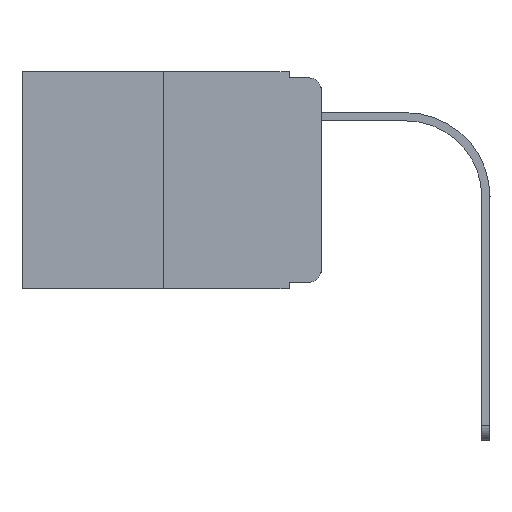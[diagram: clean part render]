
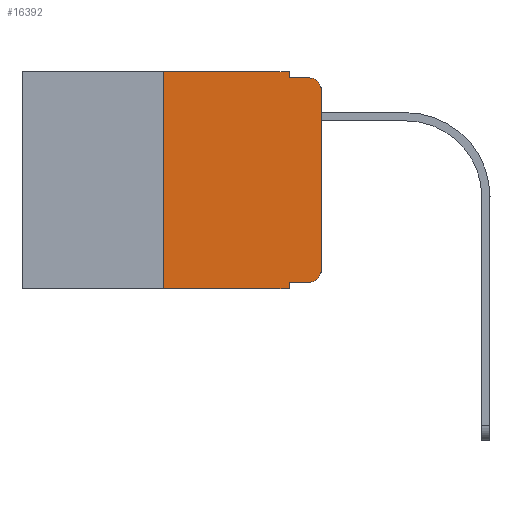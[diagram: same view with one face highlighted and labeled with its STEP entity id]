
A CAD part, left-side view. The second image highlights one B-rep face of the part: STEP entity #16392.
In plain terms, the highlighted planar face has unit normal (-1, 0, 0).
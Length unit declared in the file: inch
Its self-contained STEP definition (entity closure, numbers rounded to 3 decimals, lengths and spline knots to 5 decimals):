
#456 = DIRECTION ( 'NONE',  ( 0., 0., -1. ) ) ;
#478 = EDGE_CURVE ( 'NONE', #14284, #14884, #2799, .T. ) ;
#938 = CARTESIAN_POINT ( 'NONE',  ( 0., 0.051, -0.01 ) ) ;
#956 = CARTESIAN_POINT ( 'NONE',  ( 0., 0.02, -0.333 ) ) ;
#986 = CIRCLE ( 'NONE', #1520, 0.02 ) ;
#988 = DIRECTION ( 'NONE',  ( 0., 0., -1. ) ) ;
#1203 = VERTEX_POINT ( 'NONE', #5288 ) ;
#1265 = DIRECTION ( 'NONE',  ( 0., -1., 0. ) ) ;
#1434 = FACE_OUTER_BOUND ( 'NONE', #12084, .T. ) ;
#1513 = ORIENTED_EDGE ( 'NONE', *, *, #10227, .T. ) ;
#1520 = AXIS2_PLACEMENT_3D ( 'NONE', #8506, #6106, #988 ) ;
#1599 = DIRECTION ( 'NONE',  ( 0., 0., -1. ) ) ;
#1614 = CARTESIAN_POINT ( 'NONE',  ( 0., 0.25, 0. ) ) ;
#2247 = EDGE_CURVE ( 'NONE', #1203, #16627, #13227, .T. ) ;
#2316 = DIRECTION ( 'NONE',  ( 0., -1., 0. ) ) ;
#2407 = ORIENTED_EDGE ( 'NONE', *, *, #10188, .F. ) ;
#2459 = VECTOR ( 'NONE', #15666, 39.37008 ) ;
#2601 = ORIENTED_EDGE ( 'NONE', *, *, #478, .F. ) ;
#2603 = VERTEX_POINT ( 'NONE', #11851 ) ;
#2611 = CARTESIAN_POINT ( 'NONE',  ( 0., 0.473, 0. ) ) ;
#2799 = LINE ( 'NONE', #12820, #8950 ) ;
#2963 = DIRECTION ( 'NONE',  ( 0., 0., 1. ) ) ;
#3040 = ORIENTED_EDGE ( 'NONE', *, *, #16182, .F. ) ;
#3128 = CARTESIAN_POINT ( 'NONE',  ( 0., 0.051, 0. ) ) ;
#3336 = ORIENTED_EDGE ( 'NONE', *, *, #3910, .F. ) ;
#3343 = ORIENTED_EDGE ( 'NONE', *, *, #2247, .F. ) ;
#3896 = DIRECTION ( 'NONE',  ( 1., 0., 0. ) ) ;
#3910 = EDGE_CURVE ( 'NONE', #14884, #11568, #6720, .T. ) ;
#4005 = CARTESIAN_POINT ( 'NONE',  ( 0., 0.02, -0.01 ) ) ;
#4906 = VECTOR ( 'NONE', #2963, 39.37008 ) ;
#4919 = VECTOR ( 'NONE', #1599, 39.37008 ) ;
#5288 = CARTESIAN_POINT ( 'NONE',  ( 0., 0.051, -0.333 ) ) ;
#5746 = CIRCLE ( 'NONE', #8207, 0.02 ) ;
#5800 = VECTOR ( 'NONE', #2316, 39.37008 ) ;
#6052 = CARTESIAN_POINT ( 'NONE',  ( 0., 0.051, -0.01 ) ) ;
#6106 = DIRECTION ( 'NONE',  ( -1., 0., 0. ) ) ;
#6515 = CARTESIAN_POINT ( 'NONE',  ( 0., 0.25, -0.343 ) ) ;
#6720 = LINE ( 'NONE', #9180, #11599 ) ;
#6942 = DIRECTION ( 'NONE',  ( -1., 0., 0. ) ) ;
#7013 = VERTEX_POINT ( 'NONE', #16056 ) ;
#7394 = VERTEX_POINT ( 'NONE', #6515 ) ;
#7485 = EDGE_CURVE ( 'NONE', #2603, #9566, #5746, .T. ) ;
#7494 = LINE ( 'NONE', #6052, #16256 ) ;
#7911 = LINE ( 'NONE', #14408, #2459 ) ;
#8207 = AXIS2_PLACEMENT_3D ( 'NONE', #12089, #6942, #456 ) ;
#8282 = LINE ( 'NONE', #1614, #4906 ) ;
#8506 = CARTESIAN_POINT ( 'NONE',  ( 0., 0.02, -0.313 ) ) ;
#8861 = DIRECTION ( 'NONE',  ( 0., -1., 0. ) ) ;
#8950 = VECTOR ( 'NONE', #1265, 39.37008 ) ;
#9180 = CARTESIAN_POINT ( 'NONE',  ( 0., 0.051, 0. ) ) ;
#9271 = CARTESIAN_POINT ( 'NONE',  ( 0., 0.051, 0. ) ) ;
#9566 = VERTEX_POINT ( 'NONE', #4005 ) ;
#9695 = LINE ( 'NONE', #16370, #13019 ) ;
#10157 = ORIENTED_EDGE ( 'NONE', *, *, #15422, .T. ) ;
#10188 = EDGE_CURVE ( 'NONE', #7394, #14284, #8282, .T. ) ;
#10227 = EDGE_CURVE ( 'NONE', #7394, #16627, #9695, .T. ) ;
#10393 = AXIS2_PLACEMENT_3D ( 'NONE', #2611, #3896, #10442 ) ;
#10442 = DIRECTION ( 'NONE',  ( 0., 0., -1. ) ) ;
#11168 = CARTESIAN_POINT ( 'NONE',  ( 0., 0.051, -0.333 ) ) ;
#11211 = VERTEX_POINT ( 'NONE', #956 ) ;
#11568 = VERTEX_POINT ( 'NONE', #938 ) ;
#11599 = VECTOR ( 'NONE', #11872, 39.37008 ) ;
#11851 = CARTESIAN_POINT ( 'NONE',  ( 0., 0., -0.03 ) ) ;
#11872 = DIRECTION ( 'NONE',  ( 0., 0., -1. ) ) ;
#11939 = EDGE_CURVE ( 'NONE', #7013, #2603, #7911, .T. ) ;
#12084 = EDGE_LOOP ( 'NONE', ( #15136, #12655, #3040, #3336, #2601, #2407, #1513, #3343, #14697, #10157 ) ) ;
#12089 = CARTESIAN_POINT ( 'NONE',  ( 0., 0.02, -0.03 ) ) ;
#12655 = ORIENTED_EDGE ( 'NONE', *, *, #7485, .T. ) ;
#12796 = EDGE_CURVE ( 'NONE', #1203, #11211, #13771, .T. ) ;
#12820 = CARTESIAN_POINT ( 'NONE',  ( 0., 0.473, 0. ) ) ;
#12917 = CARTESIAN_POINT ( 'NONE',  ( 0., 0.25, 0. ) ) ;
#13019 = VECTOR ( 'NONE', #14768, 39.37008 ) ;
#13227 = LINE ( 'NONE', #9271, #4919 ) ;
#13771 = LINE ( 'NONE', #11168, #5800 ) ;
#14284 = VERTEX_POINT ( 'NONE', #12917 ) ;
#14403 = PLANE ( 'NONE',  #10393 ) ;
#14408 = CARTESIAN_POINT ( 'NONE',  ( 0., 0., 0. ) ) ;
#14697 = ORIENTED_EDGE ( 'NONE', *, *, #12796, .T. ) ;
#14768 = DIRECTION ( 'NONE',  ( 0., -1., 0. ) ) ;
#14884 = VERTEX_POINT ( 'NONE', #3128 ) ;
#15136 = ORIENTED_EDGE ( 'NONE', *, *, #11939, .T. ) ;
#15253 = CARTESIAN_POINT ( 'NONE',  ( 0., 0.051, -0.343 ) ) ;
#15422 = EDGE_CURVE ( 'NONE', #11211, #7013, #986, .T. ) ;
#15666 = DIRECTION ( 'NONE',  ( 0., 0., 1. ) ) ;
#16056 = CARTESIAN_POINT ( 'NONE',  ( 0., 0., -0.313 ) ) ;
#16182 = EDGE_CURVE ( 'NONE', #11568, #9566, #7494, .T. ) ;
#16256 = VECTOR ( 'NONE', #8861, 39.37008 ) ;
#16370 = CARTESIAN_POINT ( 'NONE',  ( 0., 0.473, -0.343 ) ) ;
#16392 = ADVANCED_FACE ( 'NONE', ( #1434 ), #14403, .F. ) ;
#16627 = VERTEX_POINT ( 'NONE', #15253 ) ;
